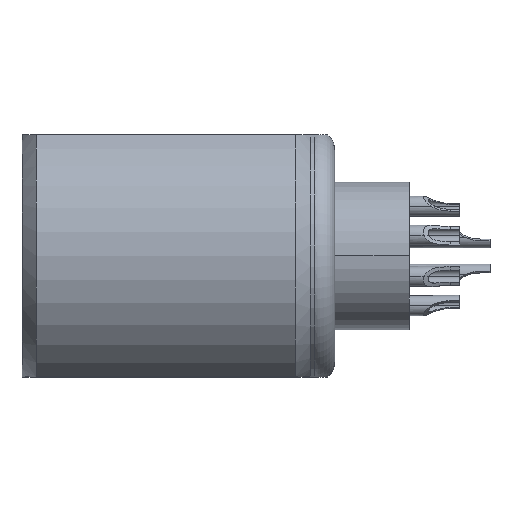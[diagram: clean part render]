
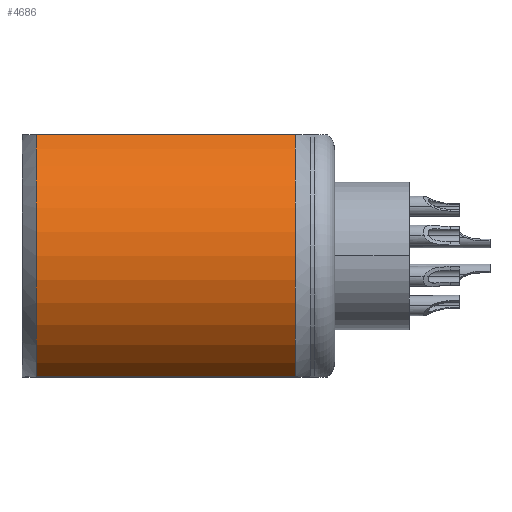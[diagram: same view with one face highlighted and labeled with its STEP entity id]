
A CAD part, top view. The second image highlights one B-rep face of the part: STEP entity #4686.
In plain terms, the highlighted cylindrical face has radius 7 mm (diameter 14 mm), a partial arc.
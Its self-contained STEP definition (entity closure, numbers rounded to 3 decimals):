
#464=CARTESIAN_POINT('',(3.25,6.,3.606));
#482=CARTESIAN_POINT('',(3.25,-6.,3.606));
#508=DIRECTION('',(1.,0.,0.));
#509=VECTOR('',#508,12.85);
#510=CARTESIAN_POINT('',(-9.6,-6.,3.606));
#511=LINE('',#510,#509);
#515=DIRECTION('',(1.,0.,0.));
#516=VECTOR('',#515,12.85);
#517=CARTESIAN_POINT('',(-9.6,6.,3.606));
#518=LINE('',#517,#516);
#522=CARTESIAN_POINT('',(3.25,0.,0.));
#523=DIRECTION('',(1.,0.,0.));
#524=DIRECTION('',(0.,0.857,0.515));
#525=AXIS2_PLACEMENT_3D('',#522,#523,#524);
#550=CARTESIAN_POINT('',(-9.6,0.,0.));
#551=DIRECTION('',(1.,0.,0.));
#552=DIRECTION('',(0.,0.857,0.515));
#553=AXIS2_PLACEMENT_3D('',#550,#551,#552);
#3699=VERTEX_POINT('',#464);
#3701=VERTEX_POINT('',#482);
#3703=CARTESIAN_POINT('',(-9.6,-6.,3.606));
#3704=VERTEX_POINT('',#3703);
#3713=CARTESIAN_POINT('',(-9.6,6.,3.606));
#3714=VERTEX_POINT('',#3713);
#4674=CARTESIAN_POINT('',(-11.075,0.,0.));
#4675=DIRECTION('',(1.,0.,0.));
#4676=DIRECTION('',(0.,-1.,0.));
#4677=AXIS2_PLACEMENT_3D('',#4674,#4675,#4676);
#4678=CYLINDRICAL_SURFACE('',#4677,7.);
#4679=ORIENTED_EDGE('',*,*,#4599,.F.);
#4681=ORIENTED_EDGE('',*,*,#4680,.F.);
#4682=ORIENTED_EDGE('',*,*,#4639,.T.);
#4683=ORIENTED_EDGE('',*,*,#4621,.T.);
#4684=EDGE_LOOP('',(#4679,#4681,#4682,#4683));
#4685=FACE_OUTER_BOUND('',#4684,.F.);
#526=CIRCLE('',#525,7.);
#554=CIRCLE('',#553,7.);
#4599=EDGE_CURVE('',#3704,#3701,#511,.T.);
#4621=EDGE_CURVE('',#3699,#3701,#526,.T.);
#4639=EDGE_CURVE('',#3714,#3699,#518,.T.);
#4680=EDGE_CURVE('',#3714,#3704,#554,.T.);
#4686=ADVANCED_FACE('',(#4685),#4678,.T.);
